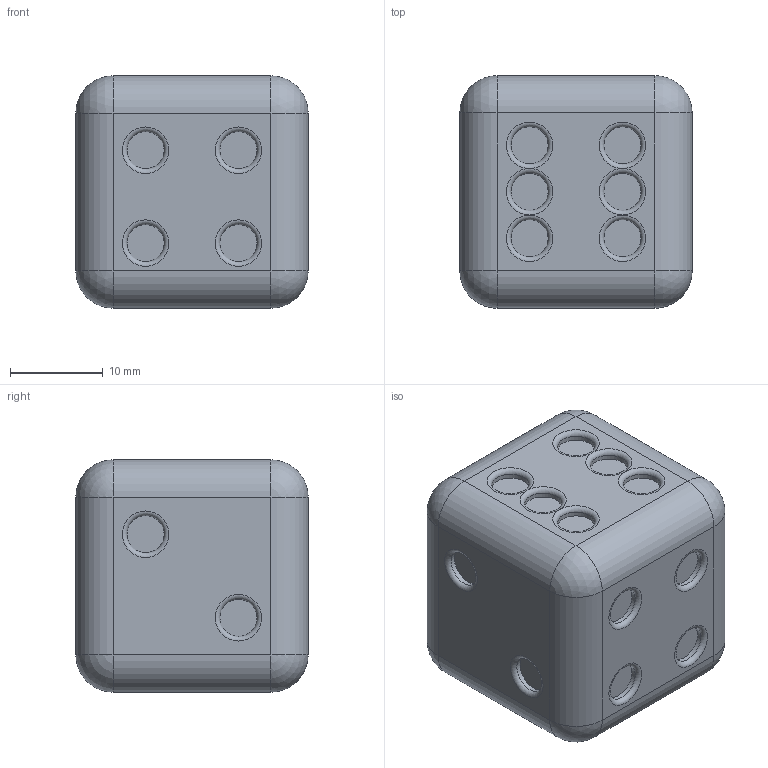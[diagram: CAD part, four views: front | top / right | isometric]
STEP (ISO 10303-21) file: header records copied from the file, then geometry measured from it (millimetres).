
FILE_DESCRIPTION(('FreeCAD Model'),'2;1');
FILE_NAME('Dice_6faces.step','2019-06-14T17:55:01',('Vincent Ricchi'),( 'TiHive Technologies'),'Open CASCADE STEP processor 7.3','FreeCAD', 'Unknown');
FILE_SCHEMA(('AUTOMOTIVE_DESIGN { 1 0 10303 214 1 1 1 1 }'));
Length unit declared in the file: millimetre
Products named in the file (2): Part; Body
Assembly tree (1 placements, depth 2):
  Part
    Body
Bounding box: 25 x 25 x 25 mm (x, y, z)
Volume: 14401.8 mm3; surface area: 3426.4 mm2
Topology: 1 solids, 1 shells, 89 faces, 169 edges, 91 vertices
Faces by surface type: cylinder 33, plane 27, torus 21, sphere 8
Full cylindrical faces by diameter (mm): 4 x21
Entity records: 4361 total; most frequent: DIRECTION 767, CARTESIAN_POINT 749, ORIENTED_EDGE 322, PCURVE 322, DEFINITIONAL_REPRESENTATION 322, LINE 317, VECTOR 317, AXIS2_PLACEMENT_3D 207
